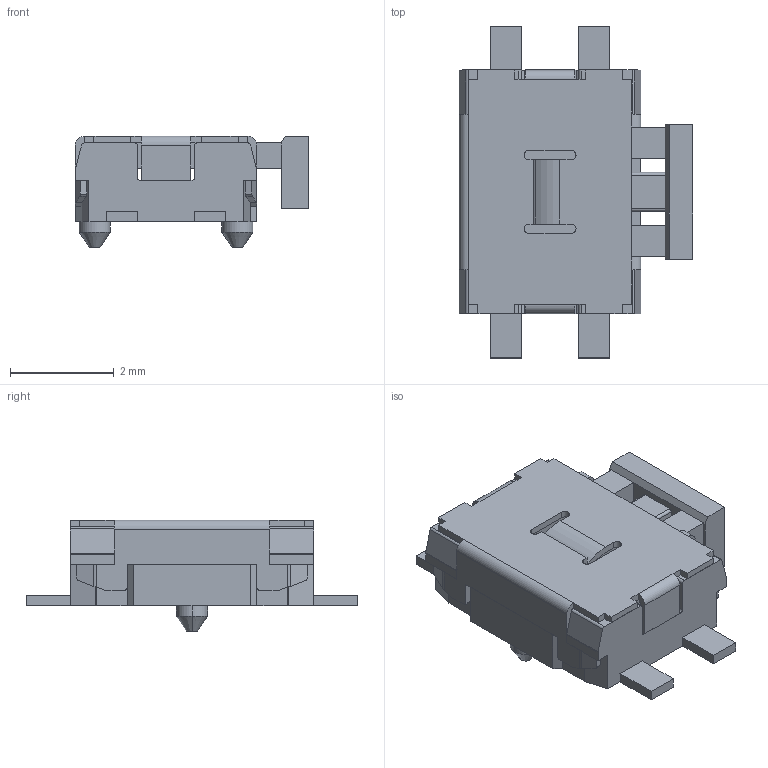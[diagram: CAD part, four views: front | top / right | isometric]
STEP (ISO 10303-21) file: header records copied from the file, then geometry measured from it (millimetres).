
FILE_DESCRIPTION (( 'STEP AP214' ), '1' );
FILE_NAME ('436331045822 (rev1).STEP', '2023-12-12T22:21:34', ( '' ), ( '' ), 'SwSTEP 2.0', 'SolidWorks 2022', '' );
FILE_SCHEMA (( 'AUTOMOTIVE_DESIGN' ));
Length unit declared in the file: millimetre
Products named in the file (10): pins.stp.STEP; 436331045822 (rev1).stp.STEP; pins-0.stp.STEP; cover.stp.STEP; 436331045822 (rev1).STEP; 436331045822 (rev1); frame.stp.STEP; pins-1.stp.STEP; stem.stp.STEP; pins-2.stp.STEP
Assembly tree (9 placements, depth 4):
  436331045822 (rev1)
    436331045822 (rev1).STEP
      436331045822 (rev1).stp.STEP
        frame.stp.STEP
        pins.stp.STEP
        pins-0.stp.STEP
        pins-1.stp.STEP
        pins-2.stp.STEP
        stem.stp.STEP
        cover.stp.STEP
Bounding box: 4.5 x 6.4 x 2.15 mm (x, y, z)
Volume: 22.4 mm3; surface area: 153.8 mm2
Topology: 7 solids, 7 shells, 322 faces, 854 edges, 552 vertices
Faces by surface type: plane 242, cylinder 67, bspline 6, cone 4, torus 3
Entity records: 10325 total; most frequent: CARTESIAN_POINT 1878, ORIENTED_EDGE 1708, DIRECTION 1643, EDGE_CURVE 854, LINE 705, VECTOR 705, VERTEX_POINT 552, AXIS2_PLACEMENT_3D 469
